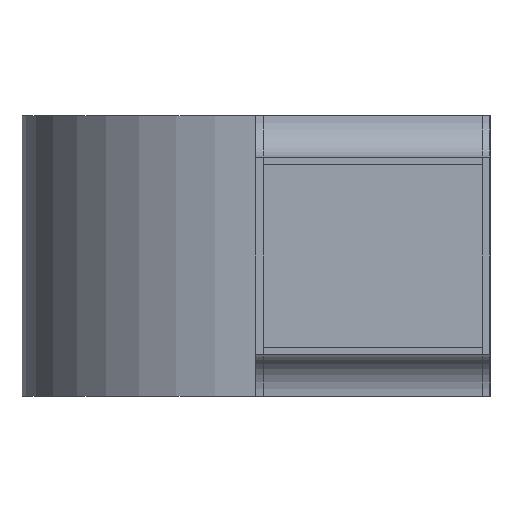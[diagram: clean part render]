
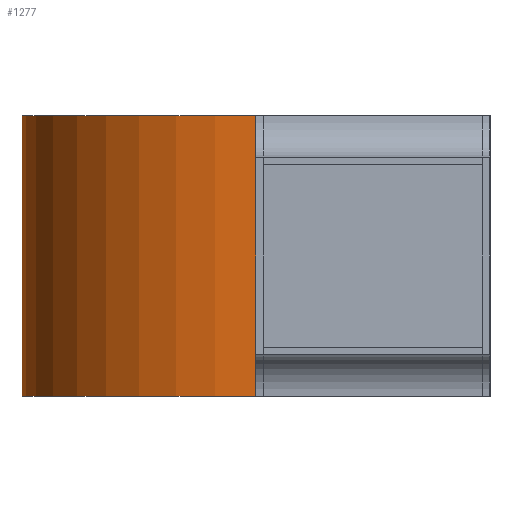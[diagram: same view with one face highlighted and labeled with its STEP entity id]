
A CAD part, left-side view. The second image highlights one B-rep face of the part: STEP entity #1277.
In plain terms, the highlighted cylindrical face has radius 0.5 mm (diameter 1 mm), a partial arc.
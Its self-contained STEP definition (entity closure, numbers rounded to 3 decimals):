
#21 = AXIS2_PLACEMENT_3D ( 'NONE', #1494, #151, #746 ) ;
#27 = EDGE_CURVE ( 'NONE', #719, #1327, #1520, .T. ) ;
#51 = DIRECTION ( 'NONE',  ( 0., 0., -1. ) ) ;
#93 = EDGE_CURVE ( 'NONE', #664, #834, #928, .T. ) ;
#121 = CARTESIAN_POINT ( 'NONE',  ( -0.35, 1., -0.3 ) ) ;
#151 = DIRECTION ( 'NONE',  ( 0., 0., 1. ) ) ;
#169 = CIRCLE ( 'NONE', #21, 0.5 ) ;
#187 = CYLINDRICAL_SURFACE ( 'NONE', #1391, 0.5 ) ;
#336 = CARTESIAN_POINT ( 'NONE',  ( -0.85, 0.5, 0.3 ) ) ;
#391 = AXIS2_PLACEMENT_3D ( 'NONE', #1818, #1120, #1709 ) ;
#499 = VECTOR ( 'NONE', #51, 1000. ) ;
#535 = ORIENTED_EDGE ( 'NONE', *, *, #1312, .T. ) ;
#555 = ORIENTED_EDGE ( 'NONE', *, *, #27, .F. ) ;
#581 = ORIENTED_EDGE ( 'NONE', *, *, #93, .T. ) ;
#587 = CARTESIAN_POINT ( 'NONE',  ( -0.85, 0.5, 0.3 ) ) ;
#664 = VERTEX_POINT ( 'NONE', #1307 ) ;
#672 = CARTESIAN_POINT ( 'NONE',  ( -0.85, 0.5, -0.3 ) ) ;
#719 = VERTEX_POINT ( 'NONE', #587 ) ;
#746 = DIRECTION ( 'NONE',  ( -1., 0., 0. ) ) ;
#777 = CARTESIAN_POINT ( 'NONE',  ( -0.35, 1., 0.3 ) ) ;
#834 = VERTEX_POINT ( 'NONE', #121 ) ;
#928 = LINE ( 'NONE', #777, #1902 ) ;
#1120 = DIRECTION ( 'NONE',  ( 0., 0., 1. ) ) ;
#1195 = DIRECTION ( 'NONE',  ( 0., 0., -1. ) ) ;
#1234 = CIRCLE ( 'NONE', #391, 0.5 ) ;
#1277 = ADVANCED_FACE ( 'NONE', ( #1680 ), #187, .T. ) ;
#1307 = CARTESIAN_POINT ( 'NONE',  ( -0.35, 1., 0.3 ) ) ;
#1312 = EDGE_CURVE ( 'NONE', #834, #1327, #169, .T. ) ;
#1327 = VERTEX_POINT ( 'NONE', #672 ) ;
#1344 = EDGE_LOOP ( 'NONE', ( #535, #555, #1589, #581 ) ) ;
#1391 = AXIS2_PLACEMENT_3D ( 'NONE', #1821, #1195, #1789 ) ;
#1409 = DIRECTION ( 'NONE',  ( 0., 0., -1. ) ) ;
#1494 = CARTESIAN_POINT ( 'NONE',  ( -0.35, 0.5, -0.3 ) ) ;
#1520 = LINE ( 'NONE', #336, #499 ) ;
#1589 = ORIENTED_EDGE ( 'NONE', *, *, #1682, .F. ) ;
#1680 = FACE_OUTER_BOUND ( 'NONE', #1344, .T. ) ;
#1682 = EDGE_CURVE ( 'NONE', #664, #719, #1234, .T. ) ;
#1709 = DIRECTION ( 'NONE',  ( -1., 0., 0. ) ) ;
#1789 = DIRECTION ( 'NONE',  ( -1., 0., 0. ) ) ;
#1818 = CARTESIAN_POINT ( 'NONE',  ( -0.35, 0.5, 0.3 ) ) ;
#1821 = CARTESIAN_POINT ( 'NONE',  ( -0.35, 0.5, 0.3 ) ) ;
#1902 = VECTOR ( 'NONE', #1409, 1000. ) ;
